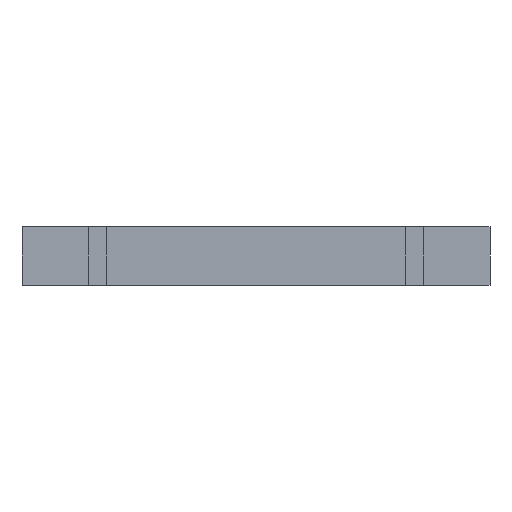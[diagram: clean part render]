
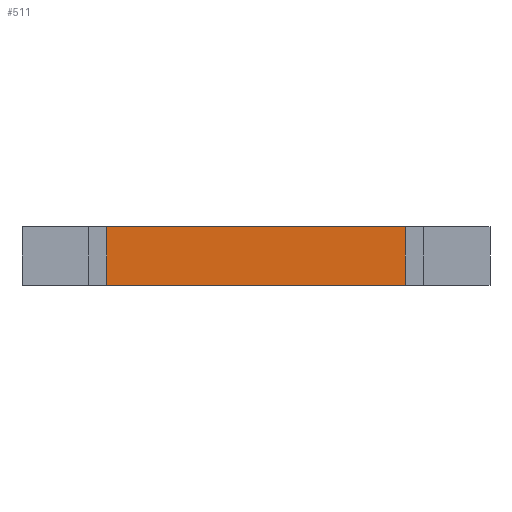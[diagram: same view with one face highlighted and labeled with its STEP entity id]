
A CAD part, front view. The second image highlights one B-rep face of the part: STEP entity #511.
In plain terms, the highlighted planar face has unit normal (0, -1, 0).
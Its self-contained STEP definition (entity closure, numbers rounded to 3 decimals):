
#159 = CARTESIAN_POINT ( 'NONE',  ( 12.75, -23., 0. ) ) ;
#199 = DIRECTION ( 'NONE',  ( 1., 0., 0. ) ) ;
#253 = CARTESIAN_POINT ( 'NONE',  ( -12.75, -23., 5. ) ) ;
#314 = VECTOR ( 'NONE', #199, 1000. ) ;
#347 = LINE ( 'NONE', #253, #819 ) ;
#356 = VERTEX_POINT ( 'NONE', #954 ) ;
#463 = LINE ( 'NONE', #827, #314 ) ;
#477 = PLANE ( 'NONE',  #1225 ) ;
#484 = EDGE_CURVE ( 'NONE', #356, #1262, #463, .T. ) ;
#511 = ADVANCED_FACE ( 'NONE', ( #1603 ), #477, .F. ) ;
#563 = DIRECTION ( 'NONE',  ( 0., 1., 0. ) ) ;
#606 = EDGE_CURVE ( 'NONE', #356, #626, #347, .T. ) ;
#626 = VERTEX_POINT ( 'NONE', #749 ) ;
#706 = CARTESIAN_POINT ( 'NONE',  ( 0., -23., 5. ) ) ;
#749 = CARTESIAN_POINT ( 'NONE',  ( -12.75, -23., 0. ) ) ;
#819 = VECTOR ( 'NONE', #1377, 1000. ) ;
#827 = CARTESIAN_POINT ( 'NONE',  ( 0., -23., 5. ) ) ;
#865 = ORIENTED_EDGE ( 'NONE', *, *, #1395, .F. ) ;
#921 = DIRECTION ( 'NONE',  ( 1., 0., 0. ) ) ;
#954 = CARTESIAN_POINT ( 'NONE',  ( -12.75, -23., 5. ) ) ;
#1002 = LINE ( 'NONE', #1504, #1347 ) ;
#1015 = EDGE_CURVE ( 'NONE', #626, #1507, #1308, .T. ) ;
#1046 = CARTESIAN_POINT ( 'NONE',  ( 0., -23., 0. ) ) ;
#1225 = AXIS2_PLACEMENT_3D ( 'NONE', #706, #563, #1342 ) ;
#1245 = VECTOR ( 'NONE', #921, 1000. ) ;
#1262 = VERTEX_POINT ( 'NONE', #1365 ) ;
#1280 = ORIENTED_EDGE ( 'NONE', *, *, #484, .F. ) ;
#1308 = LINE ( 'NONE', #1046, #1245 ) ;
#1342 = DIRECTION ( 'NONE',  ( 0., 0., 1. ) ) ;
#1347 = VECTOR ( 'NONE', #1485, 1000. ) ;
#1365 = CARTESIAN_POINT ( 'NONE',  ( 12.75, -23., 5. ) ) ;
#1377 = DIRECTION ( 'NONE',  ( 0., 0., -1. ) ) ;
#1394 = ORIENTED_EDGE ( 'NONE', *, *, #1015, .T. ) ;
#1395 = EDGE_CURVE ( 'NONE', #1262, #1507, #1002, .T. ) ;
#1485 = DIRECTION ( 'NONE',  ( 0., 0., -1. ) ) ;
#1495 = EDGE_LOOP ( 'NONE', ( #1394, #865, #1280, #1590 ) ) ;
#1504 = CARTESIAN_POINT ( 'NONE',  ( 12.75, -23., 5. ) ) ;
#1507 = VERTEX_POINT ( 'NONE', #159 ) ;
#1590 = ORIENTED_EDGE ( 'NONE', *, *, #606, .T. ) ;
#1603 = FACE_OUTER_BOUND ( 'NONE', #1495, .T. ) ;
